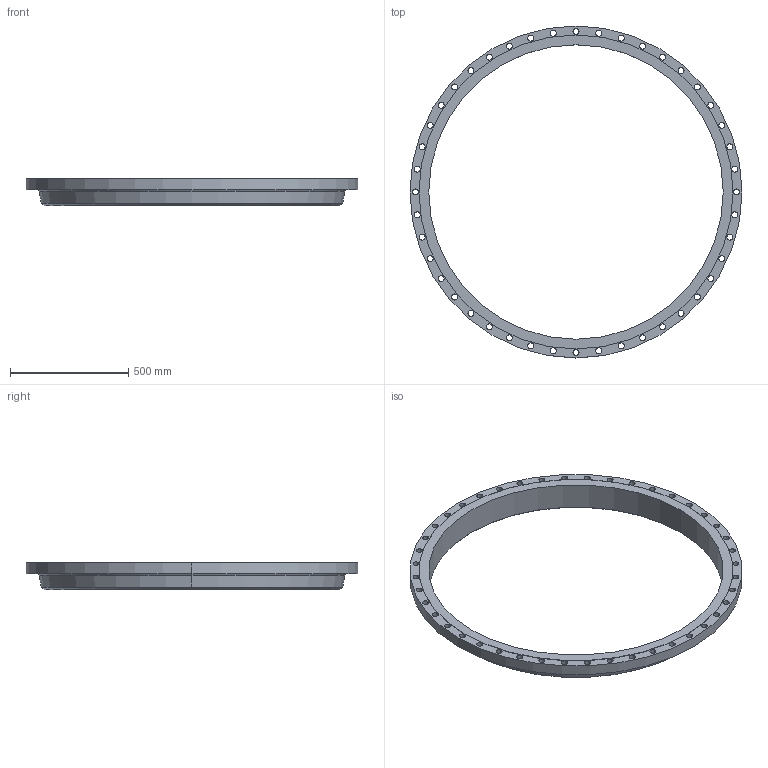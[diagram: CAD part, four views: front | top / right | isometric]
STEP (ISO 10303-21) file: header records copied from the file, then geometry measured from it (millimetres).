
FILE_DESCRIPTION (( 'STEP AP203' ), '1' );
FILE_NAME ('50_75_B1647B_RF_WNF_OB_XH.STEP', '2024-01-18T01:41:11', ( '' ), ( '' ), 'SwSTEP 2.0', 'SolidWorks 2023', '' );
FILE_SCHEMA (( 'CONFIG_CONTROL_DESIGN' ));
Length unit declared in the file: inch
Products named in the file (1): 50_75_B1647B_RF_WNF_OB_XH
Bounding box: 1403.35 x 1403.35 x 115.89 mm (x, y, z)
Volume: 19409157.1 mm3; surface area: 1641265.7 mm2
Topology: 1 solids, 1 shells, 104 faces, 296 edges, 196 vertices
Faces by surface type: cylinder 94, cone 4, plane 4, torus 2
Entity records: 3765 total; most frequent: DIRECTION 704, CARTESIAN_POINT 597, ORIENTED_EDGE 592, AXIS2_PLACEMENT_3D 303, EDGE_CURVE 296, CIRCLE 198, VERTEX_POINT 196, EDGE_LOOP 196
